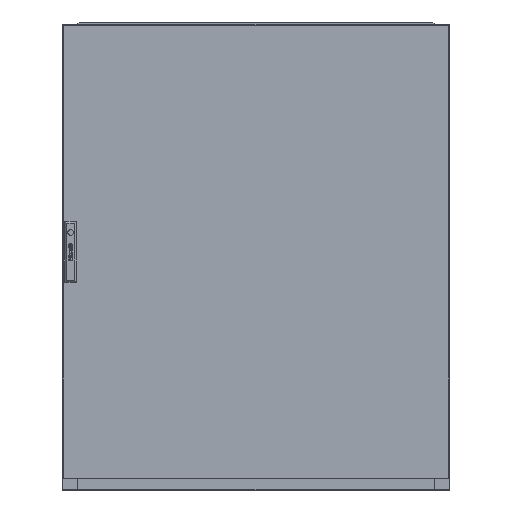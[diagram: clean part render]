
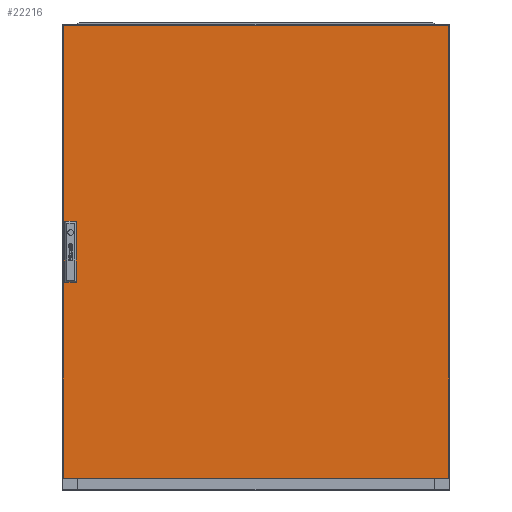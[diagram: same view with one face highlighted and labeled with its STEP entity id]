
A CAD part, top view. The second image highlights one B-rep face of the part: STEP entity #22216.
In plain terms, the highlighted planar face has unit normal (0, 0, 1).
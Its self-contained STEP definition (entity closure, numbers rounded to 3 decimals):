
#585 = CARTESIAN_POINT ( 'NONE',  ( -493.4, 0., 0. ) ) ;
#4685 = CARTESIAN_POINT ( 'NONE',  ( 497., 583.5, 0. ) ) ;
#6035 = EDGE_CURVE ( 'NONE', #41900, #65195, #46658, .T. ) ;
#7750 = VERTEX_POINT ( 'NONE', #30550 ) ;
#8288 = DIRECTION ( 'NONE',  ( 0., -1., 0. ) ) ;
#10004 = LINE ( 'NONE', #89686, #31295 ) ;
#10749 = CARTESIAN_POINT ( 'NONE',  ( 0., 0., 0. ) ) ;
#12107 = DIRECTION ( 'NONE',  ( 1., 0., 0. ) ) ;
#13360 = VERTEX_POINT ( 'NONE', #75164 ) ;
#16753 = VERTEX_POINT ( 'NONE', #25541 ) ;
#18804 = DIRECTION ( 'NONE',  ( 1., 0., 0. ) ) ;
#19064 = EDGE_LOOP ( 'NONE', ( #89669, #46339, #24931, #75891 ) ) ;
#19955 = CARTESIAN_POINT ( 'NONE',  ( 497., 583.5, 0. ) ) ;
#21659 = LINE ( 'NONE', #4685, #43026 ) ;
#22216 = ADVANCED_FACE ( 'NONE', ( #66520, #45232 ), #90270, .T. ) ;
#23531 = LINE ( 'NONE', #585, #103688 ) ;
#24931 = ORIENTED_EDGE ( 'NONE', *, *, #48830, .T. ) ;
#25541 = CARTESIAN_POINT ( 'NONE',  ( -463., 78.5, 0. ) ) ;
#26695 = CARTESIAN_POINT ( 'NONE',  ( -497., 583.5, 0. ) ) ;
#29241 = ORIENTED_EDGE ( 'NONE', *, *, #72474, .F. ) ;
#29739 = CARTESIAN_POINT ( 'NONE',  ( -493.4, 78.5, 0. ) ) ;
#30550 = CARTESIAN_POINT ( 'NONE',  ( -497., 583.5, 0. ) ) ;
#30628 = LINE ( 'NONE', #26695, #68233 ) ;
#31295 = VECTOR ( 'NONE', #49815, 1000. ) ;
#32208 = VECTOR ( 'NONE', #37780, 1000. ) ;
#33873 = CARTESIAN_POINT ( 'NONE',  ( -497., -583.5, 0. ) ) ;
#37780 = DIRECTION ( 'NONE',  ( 1., 0., 0. ) ) ;
#38248 = EDGE_CURVE ( 'NONE', #13360, #16753, #74810, .T. ) ;
#38454 = VECTOR ( 'NONE', #74911, 1000. ) ;
#39360 = EDGE_CURVE ( 'NONE', #65195, #48470, #21659, .T. ) ;
#41900 = VERTEX_POINT ( 'NONE', #85830 ) ;
#43026 = VECTOR ( 'NONE', #52648, 1000. ) ;
#45232 = FACE_OUTER_BOUND ( 'NONE', #19064, .T. ) ;
#46339 = ORIENTED_EDGE ( 'NONE', *, *, #46503, .T. ) ;
#46503 = EDGE_CURVE ( 'NONE', #48470, #7750, #10004, .T. ) ;
#46658 = LINE ( 'NONE', #33873, #96716 ) ;
#48107 = LINE ( 'NONE', #52088, #69357 ) ;
#48470 = VERTEX_POINT ( 'NONE', #19955 ) ;
#48830 = EDGE_CURVE ( 'NONE', #7750, #41900, #30628, .T. ) ;
#49815 = DIRECTION ( 'NONE',  ( -1., 0., 0. ) ) ;
#50817 = CARTESIAN_POINT ( 'NONE',  ( -463., 0., 0. ) ) ;
#50911 = CARTESIAN_POINT ( 'NONE',  ( -463., -78.5, 0. ) ) ;
#52088 = CARTESIAN_POINT ( 'NONE',  ( -493.4, -78.5, 0. ) ) ;
#52648 = DIRECTION ( 'NONE',  ( 0., 1., 0. ) ) ;
#53985 = CARTESIAN_POINT ( 'NONE',  ( 497., -583.5, 0. ) ) ;
#54620 = VERTEX_POINT ( 'NONE', #50911 ) ;
#55001 = EDGE_LOOP ( 'NONE', ( #77439, #80682, #29241, #101368 ) ) ;
#59478 = EDGE_CURVE ( 'NONE', #13360, #63610, #23531, .T. ) ;
#63610 = VERTEX_POINT ( 'NONE', #101706 ) ;
#65195 = VERTEX_POINT ( 'NONE', #53985 ) ;
#66520 = FACE_BOUND ( 'NONE', #55001, .T. ) ;
#66788 = DIRECTION ( 'NONE',  ( 0., 0., 1. ) ) ;
#68233 = VECTOR ( 'NONE', #98770, 1000. ) ;
#68787 = EDGE_CURVE ( 'NONE', #16753, #54620, #81093, .T. ) ;
#69357 = VECTOR ( 'NONE', #12107, 1000. ) ;
#72474 = EDGE_CURVE ( 'NONE', #63610, #54620, #48107, .T. ) ;
#73095 = AXIS2_PLACEMENT_3D ( 'NONE', #10749, #66788, #18804 ) ;
#74810 = LINE ( 'NONE', #29739, #32208 ) ;
#74911 = DIRECTION ( 'NONE',  ( 0., -1., 0. ) ) ;
#75164 = CARTESIAN_POINT ( 'NONE',  ( -493.4, 78.5, 0. ) ) ;
#75891 = ORIENTED_EDGE ( 'NONE', *, *, #6035, .T. ) ;
#77439 = ORIENTED_EDGE ( 'NONE', *, *, #38248, .T. ) ;
#80682 = ORIENTED_EDGE ( 'NONE', *, *, #68787, .T. ) ;
#81093 = LINE ( 'NONE', #50817, #38454 ) ;
#85830 = CARTESIAN_POINT ( 'NONE',  ( -497., -583.5, 0. ) ) ;
#89669 = ORIENTED_EDGE ( 'NONE', *, *, #39360, .T. ) ;
#89686 = CARTESIAN_POINT ( 'NONE',  ( -497., 583.5, 0. ) ) ;
#89914 = DIRECTION ( 'NONE',  ( 1., 0., 0. ) ) ;
#90270 = PLANE ( 'NONE',  #73095 ) ;
#96716 = VECTOR ( 'NONE', #89914, 1000. ) ;
#98770 = DIRECTION ( 'NONE',  ( 0., -1., 0. ) ) ;
#101368 = ORIENTED_EDGE ( 'NONE', *, *, #59478, .F. ) ;
#101706 = CARTESIAN_POINT ( 'NONE',  ( -493.4, -78.5, 0. ) ) ;
#103688 = VECTOR ( 'NONE', #8288, 1000. ) ;
